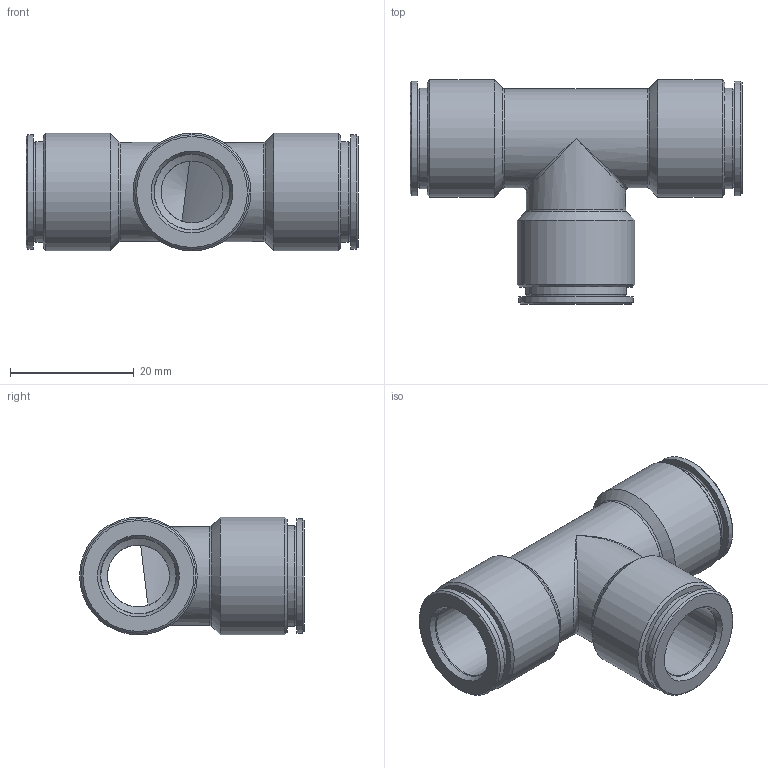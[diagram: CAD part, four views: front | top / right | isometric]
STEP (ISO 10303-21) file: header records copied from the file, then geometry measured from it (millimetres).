
FILE_DESCRIPTION( ( 'STEP AP214' ), '1' );
FILE_NAME( 'psolqas_13524_18.stp', '2020-12-01T17:18:23', ( 'License CC BY-ND 4.0' ), ( 'CADENAS' ), ' ', 'PARTsolutions', ' ' );
FILE_SCHEMA( ( 'AUTOMOTIVE_DESIGN { 1 0 10303 214 1 1 1 1 }' ) );
Length unit declared in the file: metre
Products named in the file (1): Rivoluzione2
Bounding box: 53.61 x 36.3 x 19 mm (x, y, z)
Volume: 9564.4 mm3; surface area: 7607.7 mm2
Topology: 1 solids, 1 shells, 54 faces, 120 edges, 68 vertices
Faces by surface type: cylinder 18, cone 16, plane 9, torus 9, bspline 2
Full cylindrical faces by diameter (mm): 10 x4, 12.15 x3, 16 x2, 16.25 x3, 18.5 x3, 19 x3
Entity records: 1828 total; most frequent: CARTESIAN_POINT 472, DIRECTION 204, ORIENTED_EDGE 114, EDGE_LOOP 106, AXIS2_PLACEMENT_3D 102, FACE_OUTER_BOUND 81, EDGE_CURVE 57, STYLED_ITEM 54
